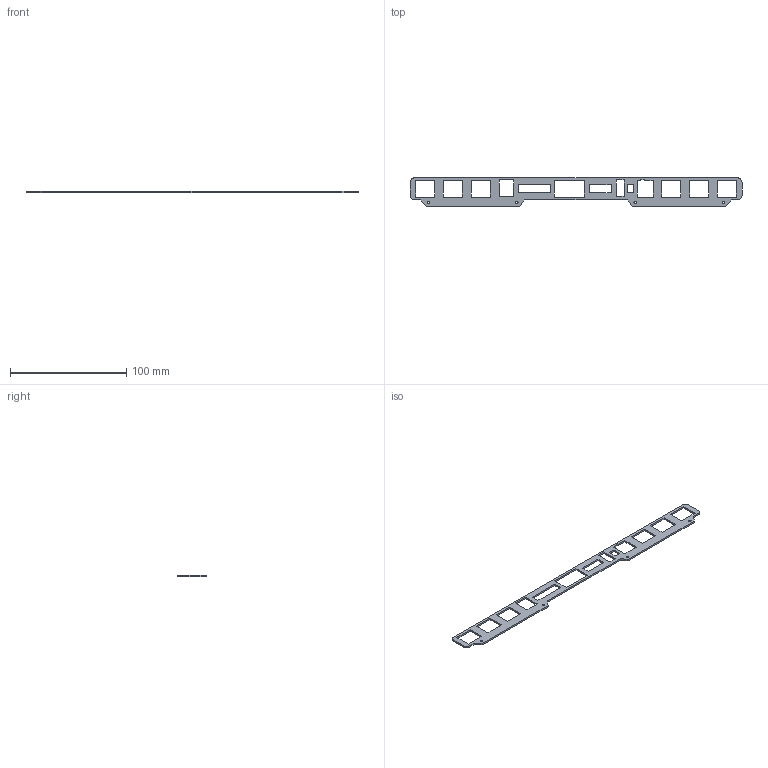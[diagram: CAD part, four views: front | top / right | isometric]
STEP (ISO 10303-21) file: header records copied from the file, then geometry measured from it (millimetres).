
FILE_DESCRIPTION(/* description */ (''),/* implementation_level */ '2;1');
FILE_NAME(/* name */ 'quarterbottom v1.step',/* time_stamp */ '2021-04-21T09:56:34-07:00',/* author */ (''),/* organization */ (''),/* preprocessor_version */ 'ST-DEVELOPER v18.1',/* originating_system */ 'Autodesk Translation Framework v10.6.0.1341',/* authorisation */ '');
FILE_SCHEMA (('AUTOMOTIVE_DESIGN { 1 0 10303 214 3 1 1 }'));
Length unit declared in the file: millimetre
Products named in the file (1): quarterbottom
Bounding box: 285.75 x 24.3 x 1.5 mm (x, y, z)
Volume: 5601 mm3; surface area: 9538 mm2
Topology: 1 solids, 1 shells, 78 faces, 228 edges, 152 vertices
Faces by surface type: plane 70, cylinder 8
Full cylindrical faces by diameter (mm): 2 x4
Entity records: 2656 total; most frequent: CARTESIAN_POINT 459, ORIENTED_EDGE 456, DIRECTION 402, EDGE_CURVE 228, LINE 212, VECTOR 212, VERTEX_POINT 152, EDGE_LOOP 112
